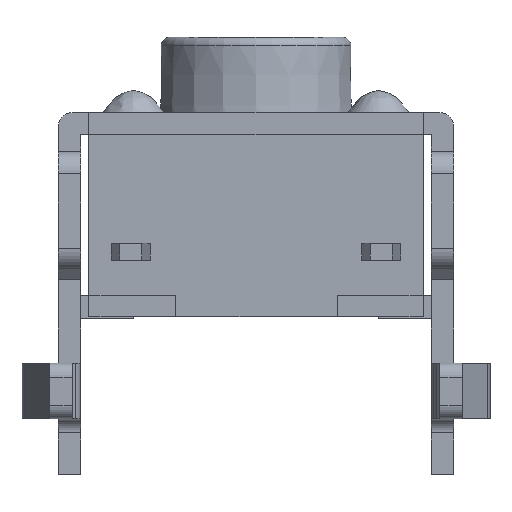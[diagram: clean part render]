
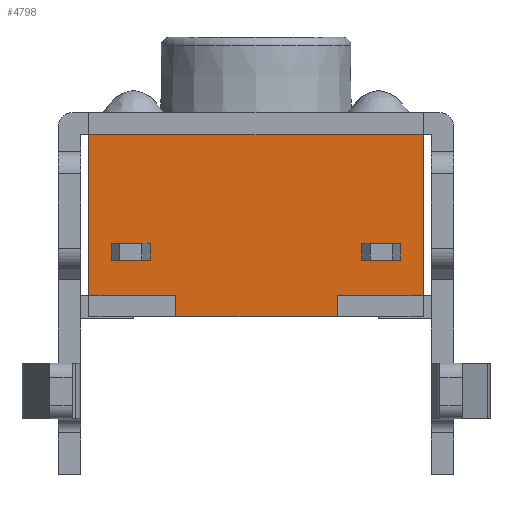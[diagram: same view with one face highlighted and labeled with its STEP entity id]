
A CAD part, left-side view. The second image highlights one B-rep face of the part: STEP entity #4798.
In plain terms, the highlighted planar face has unit normal (-1, 0, 0).
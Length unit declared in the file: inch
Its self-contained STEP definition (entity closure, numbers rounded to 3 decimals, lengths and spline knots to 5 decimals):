
#79=FACE_BOUND('',#675,.T.);
#80=FACE_BOUND('',#676,.T.);
#404=FACE_OUTER_BOUND('',#674,.T.);
#674=EDGE_LOOP('',(#4302,#4303,#4304,#4305,#4306,#4307,#4308,#4309));
#675=EDGE_LOOP('',(#4310,#4311,#4312,#4313));
#676=EDGE_LOOP('',(#4314,#4315,#4316,#4317));
#969=LINE('',#7132,#1508);
#1193=LINE('',#7816,#1732);
#1196=LINE('',#7822,#1735);
#1199=LINE('',#7827,#1738);
#1202=LINE('',#7832,#1741);
#1206=LINE('',#7838,#1745);
#1208=LINE('',#7844,#1747);
#1210=LINE('',#7847,#1749);
#1211=LINE('',#7849,#1750);
#1285=LINE('',#8000,#1824);
#1321=LINE('',#8071,#1860);
#1324=LINE('',#8076,#1863);
#1326=LINE('',#8080,#1865);
#1327=LINE('',#8083,#1866);
#1331=LINE('',#8090,#1870);
#1332=LINE('',#8091,#1871);
#1508=VECTOR('',#5734,0.23622);
#1732=VECTOR('',#6276,0.01181);
#1735=VECTOR('',#6281,0.01181);
#1738=VECTOR('',#6286,0.02756);
#1741=VECTOR('',#6291,0.02756);
#1745=VECTOR('',#6297,0.02756);
#1747=VECTOR('',#6305,0.02756);
#1749=VECTOR('',#6309,0.01181);
#1750=VECTOR('',#6312,0.01181);
#1824=VECTOR('',#6436,0.11417);
#1860=VECTOR('',#6496,0.01496);
#1863=VECTOR('',#6501,0.01496);
#1865=VECTOR('',#6505,0.06063);
#1866=VECTOR('',#6508,0.06142);
#1870=VECTOR('',#6516,0.11378);
#1871=VECTOR('',#6517,0.11378);
#2045=VERTEX_POINT('',#7130);
#2046=VERTEX_POINT('',#7131);
#2238=VERTEX_POINT('',#7813);
#2239=VERTEX_POINT('',#7815);
#2240=VERTEX_POINT('',#7819);
#2241=VERTEX_POINT('',#7821);
#2242=VERTEX_POINT('',#7826);
#2243=VERTEX_POINT('',#7830);
#2244=VERTEX_POINT('',#7836);
#2245=VERTEX_POINT('',#7843);
#2296=VERTEX_POINT('',#7997);
#2297=VERTEX_POINT('',#7999);
#2320=VERTEX_POINT('',#8070);
#2321=VERTEX_POINT('',#8074);
#2322=VERTEX_POINT('',#8078);
#2323=VERTEX_POINT('',#8082);
#2578=EDGE_CURVE('',#2045,#2046,#969,.T.);
#2866=EDGE_CURVE('',#2239,#2238,#1193,.T.);
#2869=EDGE_CURVE('',#2241,#2240,#1196,.T.);
#2872=EDGE_CURVE('',#2242,#2241,#1199,.T.);
#2875=EDGE_CURVE('',#2240,#2243,#1202,.T.);
#2879=EDGE_CURVE('',#2238,#2244,#1206,.T.);
#2881=EDGE_CURVE('',#2245,#2239,#1208,.T.);
#2883=EDGE_CURVE('',#2244,#2245,#1210,.T.);
#2884=EDGE_CURVE('',#2243,#2242,#1211,.T.);
#2958=EDGE_CURVE('',#2297,#2296,#1285,.T.);
#2994=EDGE_CURVE('',#2320,#2297,#1321,.T.);
#2997=EDGE_CURVE('',#2321,#2296,#1324,.T.);
#2999=EDGE_CURVE('',#2321,#2322,#1326,.T.);
#3000=EDGE_CURVE('',#2323,#2320,#1327,.T.);
#3004=EDGE_CURVE('',#2323,#2046,#1331,.T.);
#3005=EDGE_CURVE('',#2322,#2045,#1332,.T.);
#4302=ORIENTED_EDGE('',*,*,#2578,.T.);
#4303=ORIENTED_EDGE('',*,*,#3004,.F.);
#4304=ORIENTED_EDGE('',*,*,#3000,.T.);
#4305=ORIENTED_EDGE('',*,*,#2994,.T.);
#4306=ORIENTED_EDGE('',*,*,#2958,.T.);
#4307=ORIENTED_EDGE('',*,*,#2997,.F.);
#4308=ORIENTED_EDGE('',*,*,#2999,.T.);
#4309=ORIENTED_EDGE('',*,*,#3005,.T.);
#4310=ORIENTED_EDGE('',*,*,#2881,.T.);
#4311=ORIENTED_EDGE('',*,*,#2866,.T.);
#4312=ORIENTED_EDGE('',*,*,#2879,.T.);
#4313=ORIENTED_EDGE('',*,*,#2883,.T.);
#4314=ORIENTED_EDGE('',*,*,#2872,.T.);
#4315=ORIENTED_EDGE('',*,*,#2869,.T.);
#4316=ORIENTED_EDGE('',*,*,#2875,.T.);
#4317=ORIENTED_EDGE('',*,*,#2884,.T.);
#4544=PLANE('',#5204);
#4798=ADVANCED_FACE('',(#404,#79,#80),#4544,.T.);
#5204=AXIS2_PLACEMENT_3D('',#8089,#6514,#6515);
#5734=DIRECTION('',(0.,1.,0.));
#6276=DIRECTION('',(0.,0.,-1.));
#6281=DIRECTION('',(0.,0.,-1.));
#6286=DIRECTION('',(0.,-1.,0.));
#6291=DIRECTION('',(0.,1.,0.));
#6297=DIRECTION('',(0.,1.,0.));
#6305=DIRECTION('',(0.,-1.,0.));
#6309=DIRECTION('',(0.,0.,1.));
#6312=DIRECTION('',(0.,0.,1.));
#6436=DIRECTION('',(0.,-1.,0.));
#6496=DIRECTION('',(0.,0.,-1.));
#6501=DIRECTION('',(0.,0.,-1.));
#6505=DIRECTION('',(0.,-1.,0.));
#6508=DIRECTION('',(0.,-1.,0.));
#6514=DIRECTION('center_axis',(-1.,0.,0.));
#6515=DIRECTION('ref_axis',(0.,0.,1.));
#6516=DIRECTION('',(0.,0.,1.));
#6517=DIRECTION('',(0.,0.,1.));
#7130=CARTESIAN_POINT('',(-0.11811,-0.11811,0.11378));
#7131=CARTESIAN_POINT('',(-0.11811,0.11811,0.11378));
#7132=CARTESIAN_POINT('',(-0.11811,-0.11811,0.11378));
#7813=CARTESIAN_POINT('',(-0.11811,0.0748,0.0252));
#7815=CARTESIAN_POINT('',(-0.11811,0.0748,0.03701));
#7816=CARTESIAN_POINT('',(-0.11811,0.0748,0.03701));
#7819=CARTESIAN_POINT('',(-0.11811,-0.10236,0.0252));
#7821=CARTESIAN_POINT('',(-0.11811,-0.10236,0.03701));
#7822=CARTESIAN_POINT('',(-0.11811,-0.10236,0.03701));
#7826=CARTESIAN_POINT('',(-0.11811,-0.0748,0.03701));
#7827=CARTESIAN_POINT('',(-0.11811,-0.0748,0.03701));
#7830=CARTESIAN_POINT('',(-0.11811,-0.0748,0.0252));
#7832=CARTESIAN_POINT('',(-0.11811,-0.10236,0.0252));
#7836=CARTESIAN_POINT('',(-0.11811,0.10236,0.0252));
#7838=CARTESIAN_POINT('',(-0.11811,0.0748,0.0252));
#7843=CARTESIAN_POINT('',(-0.11811,0.10236,0.03701));
#7844=CARTESIAN_POINT('',(-0.11811,0.10236,0.03701));
#7847=CARTESIAN_POINT('',(-0.11811,0.10236,0.0252));
#7849=CARTESIAN_POINT('',(-0.11811,-0.0748,0.0252));
#7997=CARTESIAN_POINT('',(-0.11811,-0.05748,-0.01496));
#7999=CARTESIAN_POINT('',(-0.11811,0.05669,-0.01496));
#8000=CARTESIAN_POINT('',(-0.11811,0.05669,-0.01496));
#8070=CARTESIAN_POINT('',(-0.11811,0.05669,0.));
#8071=CARTESIAN_POINT('',(-0.11811,0.05669,0.));
#8074=CARTESIAN_POINT('',(-0.11811,-0.05748,0.));
#8076=CARTESIAN_POINT('',(-0.11811,-0.05748,0.));
#8078=CARTESIAN_POINT('',(-0.11811,-0.11811,0.));
#8080=CARTESIAN_POINT('',(-0.11811,-0.05748,0.));
#8082=CARTESIAN_POINT('',(-0.11811,0.11811,0.));
#8083=CARTESIAN_POINT('',(-0.11811,0.11811,0.));
#8089=CARTESIAN_POINT('Origin',(-0.11811,-0.12992,-0.0214));
#8090=CARTESIAN_POINT('',(-0.11811,0.11811,0.));
#8091=CARTESIAN_POINT('',(-0.11811,-0.11811,0.));
